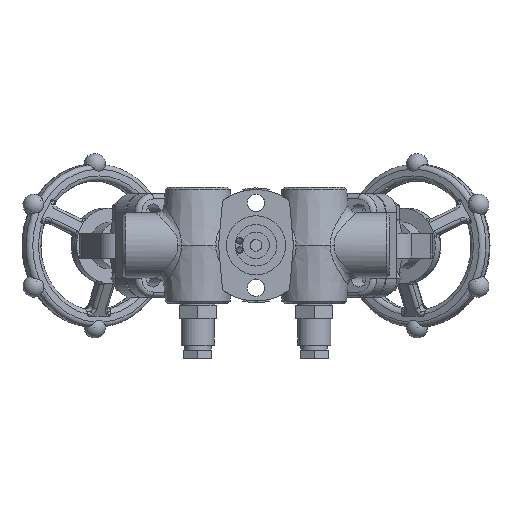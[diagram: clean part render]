
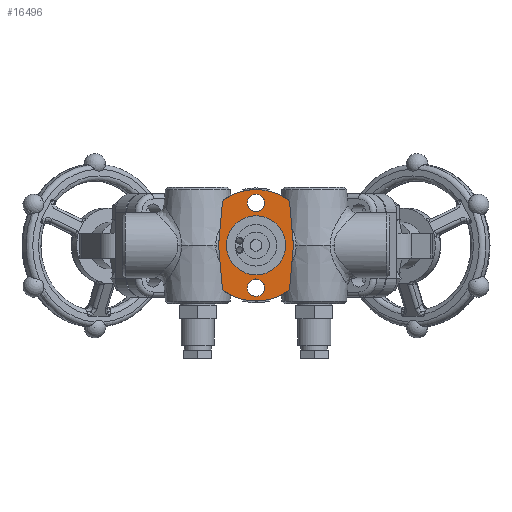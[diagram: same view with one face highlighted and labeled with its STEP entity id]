
A CAD part, top view. The second image highlights one B-rep face of the part: STEP entity #16496.
In plain terms, the highlighted planar face has unit normal (0, 0, 1).
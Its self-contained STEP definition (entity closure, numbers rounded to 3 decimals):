
#319=PLANE('',#17747);
#837=FACE_BOUND('',#3097,.T.);
#838=FACE_BOUND('',#3098,.T.);
#839=FACE_BOUND('',#3099,.T.);
#2070=FACE_OUTER_BOUND('',#3096,.T.);
#3096=EDGE_LOOP('',(#12688,#12689,#12690,#12691,#12692,#12693,#12694,#12695,
#12696,#12697));
#3097=EDGE_LOOP('',(#12698));
#3098=EDGE_LOOP('',(#12699));
#3099=EDGE_LOOP('',(#12700));
#4178=LINE('',#30593,#5280);
#4180=LINE('',#30598,#5282);
#4182=LINE('',#30605,#5284);
#4185=LINE('',#30617,#5287);
#5280=VECTOR('',#20272,25.485);
#5282=VECTOR('',#20278,25.485);
#5284=VECTOR('',#20286,25.485);
#5287=VECTOR('',#20303,25.485);
#6127=CIRCLE('',#17404,5.25);
#6130=CIRCLE('',#17408,5.25);
#6133=CIRCLE('',#17412,17.75);
#6288=CIRCLE('',#17708,33.5);
#6293=CIRCLE('',#17715,33.5);
#6302=CIRCLE('',#17732,3.);
#6303=CIRCLE('',#17738,3.);
#6304=CIRCLE('',#17742,3.);
#6305=CIRCLE('',#17744,3.);
#7136=VERTEX_POINT('',#25387);
#7140=VERTEX_POINT('',#25406);
#7144=VERTEX_POINT('',#25425);
#7358=VERTEX_POINT('',#29551);
#7359=VERTEX_POINT('',#29553);
#7362=VERTEX_POINT('',#29894);
#7363=VERTEX_POINT('',#29896);
#7365=VERTEX_POINT('',#30585);
#7367=VERTEX_POINT('',#30591);
#7368=VERTEX_POINT('',#30596);
#7369=VERTEX_POINT('',#30602);
#7370=VERTEX_POINT('',#30604);
#7372=VERTEX_POINT('',#30612);
#8888=EDGE_CURVE('',#7136,#7136,#6127,.T.);
#8893=EDGE_CURVE('',#7140,#7140,#6130,.T.);
#8898=EDGE_CURVE('',#7144,#7144,#6133,.T.);
#9274=EDGE_CURVE('',#7358,#7359,#6288,.T.);
#9285=EDGE_CURVE('',#7362,#7363,#6293,.T.);
#9300=EDGE_CURVE('',#7365,#7362,#6302,.T.);
#9303=EDGE_CURVE('',#7367,#7365,#4178,.T.);
#9306=EDGE_CURVE('',#7368,#7367,#4180,.T.);
#9307=EDGE_CURVE('',#7359,#7368,#6303,.T.);
#9309=EDGE_CURVE('',#7369,#7370,#4182,.T.);
#9312=EDGE_CURVE('',#7363,#7369,#6304,.T.);
#9314=EDGE_CURVE('',#7372,#7358,#6305,.T.);
#9316=EDGE_CURVE('',#7370,#7372,#4185,.T.);
#12688=ORIENTED_EDGE('',*,*,#9316,.F.);
#12689=ORIENTED_EDGE('',*,*,#9309,.F.);
#12690=ORIENTED_EDGE('',*,*,#9312,.F.);
#12691=ORIENTED_EDGE('',*,*,#9285,.F.);
#12692=ORIENTED_EDGE('',*,*,#9300,.F.);
#12693=ORIENTED_EDGE('',*,*,#9303,.F.);
#12694=ORIENTED_EDGE('',*,*,#9306,.F.);
#12695=ORIENTED_EDGE('',*,*,#9307,.F.);
#12696=ORIENTED_EDGE('',*,*,#9274,.F.);
#12697=ORIENTED_EDGE('',*,*,#9314,.F.);
#12698=ORIENTED_EDGE('',*,*,#8898,.T.);
#12699=ORIENTED_EDGE('',*,*,#8893,.T.);
#12700=ORIENTED_EDGE('',*,*,#8888,.T.);
#16496=ADVANCED_FACE('',(#2070,#837,#838,#839),#319,.T.);
#17404=AXIS2_PLACEMENT_3D('',#25388,#19475,#19476);
#17408=AXIS2_PLACEMENT_3D('',#25407,#19484,#19485);
#17412=AXIS2_PLACEMENT_3D('',#25426,#19493,#19494);
#17708=AXIS2_PLACEMENT_3D('',#29554,#20212,#20213);
#17715=AXIS2_PLACEMENT_3D('',#29897,#20228,#20229);
#17732=AXIS2_PLACEMENT_3D('',#30587,#20265,#20266);
#17738=AXIS2_PLACEMENT_3D('',#30600,#20281,#20282);
#17742=AXIS2_PLACEMENT_3D('',#30610,#20292,#20293);
#17744=AXIS2_PLACEMENT_3D('',#30614,#20297,#20298);
#17747=AXIS2_PLACEMENT_3D('',#30618,#20304,#20305);
#19475=DIRECTION('center_axis',(0.,0.,-1.));
#19476=DIRECTION('ref_axis',(1.,0.,0.));
#19484=DIRECTION('center_axis',(0.,0.,-1.));
#19485=DIRECTION('ref_axis',(1.,0.,0.));
#19493=DIRECTION('center_axis',(0.,0.,-1.));
#19494=DIRECTION('ref_axis',(-1.,0.,0.));
#20212=DIRECTION('center_axis',(0.,0.,-1.));
#20213=DIRECTION('ref_axis',(1.,0.,0.));
#20228=DIRECTION('center_axis',(0.,0.,-1.));
#20229=DIRECTION('ref_axis',(1.,0.,0.));
#20265=DIRECTION('center_axis',(0.,0.,-1.));
#20266=DIRECTION('ref_axis',(1.,0.,0.));
#20272=DIRECTION('',(-0.087,-0.996,0.));
#20278=DIRECTION('',(0.087,-0.996,0.));
#20281=DIRECTION('center_axis',(0.,0.,-1.));
#20282=DIRECTION('ref_axis',(1.,0.,0.));
#20286=DIRECTION('',(-0.087,0.996,0.));
#20292=DIRECTION('center_axis',(0.,0.,-1.));
#20293=DIRECTION('ref_axis',(1.,0.,0.));
#20297=DIRECTION('center_axis',(0.,0.,-1.));
#20298=DIRECTION('ref_axis',(1.,0.,0.));
#20303=DIRECTION('',(0.087,0.996,0.));
#20304=DIRECTION('center_axis',(0.,0.,1.));
#20305=DIRECTION('ref_axis',(1.,0.,0.));
#25387=CARTESIAN_POINT('',(-5.25,25.5,25.5));
#25388=CARTESIAN_POINT('Origin',(0.,25.5,25.5));
#25406=CARTESIAN_POINT('',(-5.25,-25.5,25.5));
#25407=CARTESIAN_POINT('Origin',(0.,-25.5,25.5));
#25425=CARTESIAN_POINT('',(17.75,0.,25.5));
#25426=CARTESIAN_POINT('Origin',(0.,0.,25.5));
#29551=CARTESIAN_POINT('',(-18.991,27.597,25.5));
#29553=CARTESIAN_POINT('',(18.991,27.597,25.5));
#29554=CARTESIAN_POINT('Origin',(0.,0.,25.5));
#29894=CARTESIAN_POINT('',(18.991,-27.597,25.5));
#29896=CARTESIAN_POINT('',(-18.991,-27.597,25.5));
#29897=CARTESIAN_POINT('Origin',(0.,0.,25.5));
#30585=CARTESIAN_POINT('',(20.279,-25.387,25.5));
#30587=CARTESIAN_POINT('Origin',(17.29,-25.126,25.5));
#30591=CARTESIAN_POINT('',(22.504,0.,25.5));
#30593=CARTESIAN_POINT('',(22.504,0.,25.5));
#30596=CARTESIAN_POINT('',(20.279,25.387,25.5));
#30598=CARTESIAN_POINT('',(20.279,25.387,25.5));
#30600=CARTESIAN_POINT('Origin',(17.29,25.126,25.5));
#30602=CARTESIAN_POINT('',(-20.279,-25.387,25.5));
#30604=CARTESIAN_POINT('',(-22.504,0.,25.5));
#30605=CARTESIAN_POINT('',(-20.279,-25.387,25.5));
#30610=CARTESIAN_POINT('Origin',(-17.29,-25.126,25.5));
#30612=CARTESIAN_POINT('',(-20.279,25.387,25.5));
#30614=CARTESIAN_POINT('Origin',(-17.29,25.126,25.5));
#30617=CARTESIAN_POINT('',(-22.504,0.,25.5));
#30618=CARTESIAN_POINT('Origin',(0.,0.,25.5));
